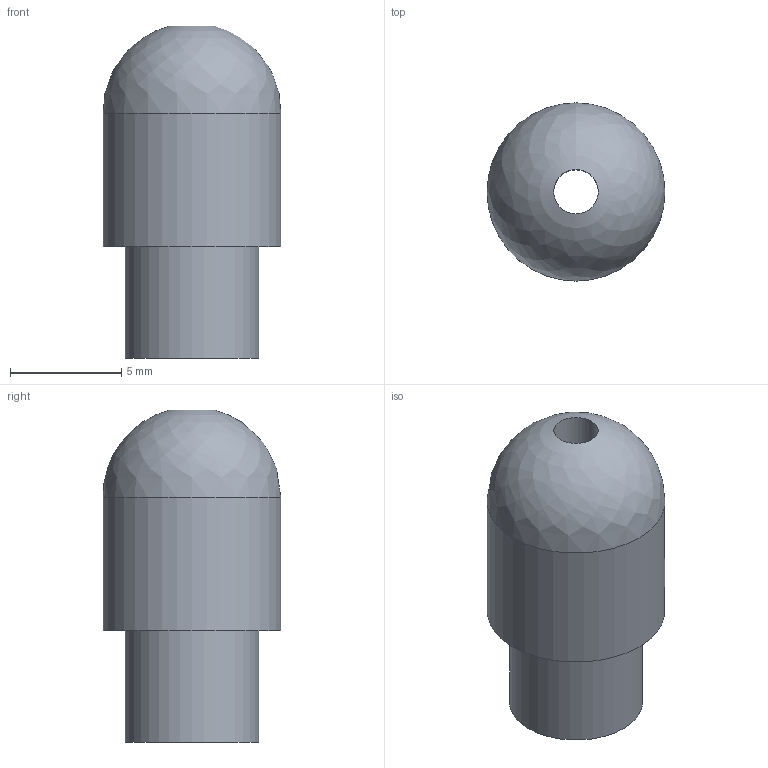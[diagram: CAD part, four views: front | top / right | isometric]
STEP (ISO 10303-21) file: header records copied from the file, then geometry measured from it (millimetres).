
FILE_DESCRIPTION(('FreeCAD Model'),'2;1');
FILE_NAME('HEAD.step','2017-12-03T21:04:54',('Author'),(''), 'Open CASCADE STEP processor 6.8','FreeCAD','Unknown');
FILE_SCHEMA(('AUTOMOTIVE_DESIGN_CC2 { 1 2 10303 214 -1 1 5 4 }'));
Length unit declared in the file: millimetre
Products named in the file (3): ASSEMBLY; Sketch; Revolution
Assembly tree (2 placements, depth 2):
  ASSEMBLY
    Sketch
    Revolution
Bounding box: 8 x 8 x 14.93 mm (x, y, z)
Volume: 520.8 mm3; surface area: 494 mm2
Topology: 1 solids, 1 shells, 8 faces, 21 edges, 24 vertices
Faces by surface type: cylinder 4, plane 3, revolution 1
Full cylindrical faces by diameter (mm): 2 x1, 3 x1, 6 x1, 8 x1
Entity records: 492 total; most frequent: CARTESIAN_POINT 83, DIRECTION 80, LINE 31, VECTOR 31, ORIENTED_EDGE 26, PCURVE 26, DEFINITIONAL_REPRESENTATION 26, AXIS2_PLACEMENT_3D 21
